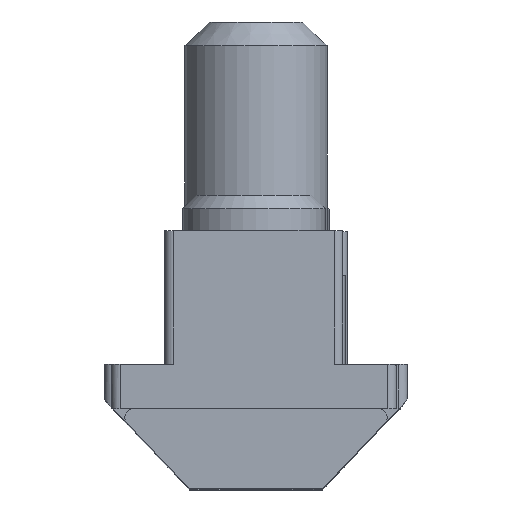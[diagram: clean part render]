
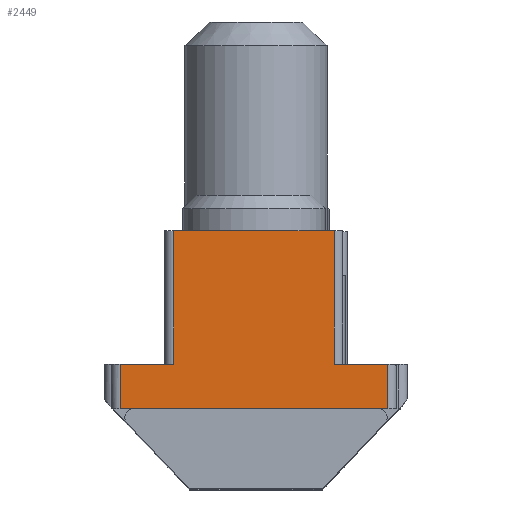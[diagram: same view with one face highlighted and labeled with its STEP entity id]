
A CAD part, top view. The second image highlights one B-rep face of the part: STEP entity #2449.
In plain terms, the highlighted planar face has unit normal (0, 0, 1).
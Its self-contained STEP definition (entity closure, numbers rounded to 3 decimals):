
#178=PLANE('',#2652);
#294=FACE_OUTER_BOUND('',#437,.T.);
#437=EDGE_LOOP('',(#2201,#2202,#2203,#2204,#2205,#2206,#2207,#2208));
#598=LINE('',#3732,#858);
#612=LINE('',#3761,#872);
#678=LINE('',#3911,#938);
#699=LINE('',#3954,#959);
#700=LINE('',#3956,#960);
#701=LINE('',#3961,#961);
#706=LINE('',#3978,#966);
#712=LINE('',#3989,#972);
#858=VECTOR('',#3015,2.5);
#872=VECTOR('',#3049,3.);
#938=VECTOR('',#3169,3.);
#959=VECTOR('',#3222,15.);
#960=VECTOR('',#3225,2.5);
#961=VECTOR('',#3230,7.5);
#966=VECTOR('',#3245,9.);
#972=VECTOR('',#3261,7.5);
#1181=VERTEX_POINT('',#3729);
#1182=VERTEX_POINT('',#3731);
#1187=VERTEX_POINT('',#3760);
#1243=VERTEX_POINT('',#3908);
#1244=VERTEX_POINT('',#3910);
#1250=VERTEX_POINT('',#3952);
#1252=VERTEX_POINT('',#3959);
#1259=VERTEX_POINT('',#3976);
#1454=EDGE_CURVE('',#1181,#1182,#598,.T.);
#1471=EDGE_CURVE('',#1182,#1187,#612,.T.);
#1543=EDGE_CURVE('',#1244,#1243,#678,.T.);
#1569=EDGE_CURVE('',#1181,#1250,#699,.T.);
#1570=EDGE_CURVE('',#1244,#1250,#700,.T.);
#1572=EDGE_CURVE('',#1252,#1243,#701,.T.);
#1581=EDGE_CURVE('',#1252,#1259,#706,.T.);
#1587=EDGE_CURVE('',#1187,#1259,#712,.T.);
#2201=ORIENTED_EDGE('',*,*,#1570,.F.);
#2202=ORIENTED_EDGE('',*,*,#1543,.T.);
#2203=ORIENTED_EDGE('',*,*,#1572,.F.);
#2204=ORIENTED_EDGE('',*,*,#1581,.T.);
#2205=ORIENTED_EDGE('',*,*,#1587,.F.);
#2206=ORIENTED_EDGE('',*,*,#1471,.F.);
#2207=ORIENTED_EDGE('',*,*,#1454,.F.);
#2208=ORIENTED_EDGE('',*,*,#1569,.T.);
#2449=ADVANCED_FACE('',(#294),#178,.T.);
#2652=AXIS2_PLACEMENT_3D('',#3990,#3262,#3263);
#3015=DIRECTION('',(0.,1.,0.));
#3049=DIRECTION('',(1.,0.,0.));
#3169=DIRECTION('',(-1.,0.,0.));
#3222=DIRECTION('',(1.,0.,0.));
#3225=DIRECTION('',(0.,-1.,0.));
#3230=DIRECTION('',(0.,-1.,0.));
#3245=DIRECTION('',(-1.,0.,0.));
#3261=DIRECTION('',(0.,1.,0.));
#3262=DIRECTION('center_axis',(0.,0.,1.));
#3263=DIRECTION('ref_axis',(1.,0.,0.));
#3729=CARTESIAN_POINT('',(-7.5,0.,10.));
#3731=CARTESIAN_POINT('',(-7.5,2.5,10.));
#3732=CARTESIAN_POINT('',(-7.5,3.317,10.));
#3760=CARTESIAN_POINT('',(-4.5,2.5,10.));
#3761=CARTESIAN_POINT('',(-2.5,2.5,10.));
#3908=CARTESIAN_POINT('',(4.5,2.5,10.));
#3910=CARTESIAN_POINT('',(7.5,2.5,10.));
#3911=CARTESIAN_POINT('',(8.,2.5,10.));
#3952=CARTESIAN_POINT('',(7.5,0.,10.));
#3954=CARTESIAN_POINT('',(-8.,0.,10.));
#3956=CARTESIAN_POINT('',(7.5,2.067,10.));
#3959=CARTESIAN_POINT('',(4.5,10.,10.));
#3961=CARTESIAN_POINT('',(4.5,3.317,10.));
#3976=CARTESIAN_POINT('',(-4.5,10.,10.));
#3978=CARTESIAN_POINT('',(5.,10.,10.));
#3989=CARTESIAN_POINT('',(-4.5,7.067,10.));
#3990=CARTESIAN_POINT('Origin',(0.,4.135,
10.));
